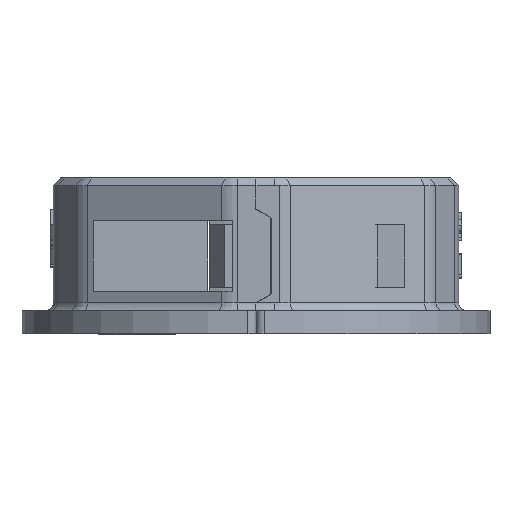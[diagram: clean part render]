
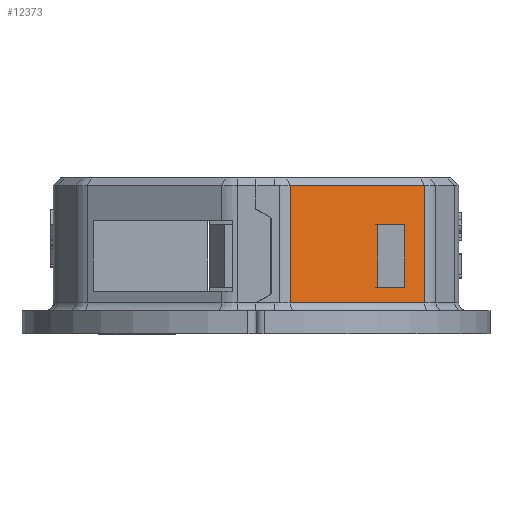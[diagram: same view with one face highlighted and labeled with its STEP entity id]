
A CAD part, front view. The second image highlights one B-rep face of the part: STEP entity #12373.
In plain terms, the highlighted planar face has unit normal (0.5, -0.866, 0).
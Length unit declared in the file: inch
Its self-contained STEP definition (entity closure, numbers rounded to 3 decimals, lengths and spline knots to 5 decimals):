
#342 = AXIS2_PLACEMENT_3D ( 'NONE', #4639, #3109, #9750 ) ;
#520 = EDGE_LOOP ( 'NONE', ( #5245, #4161, #12320, #15431 ) ) ;
#768 = VERTEX_POINT ( 'NONE', #10271 ) ;
#1268 = FACE_OUTER_BOUND ( 'NONE', #6087, .T. ) ;
#1809 = CARTESIAN_POINT ( 'NONE',  ( 0.08646, -0.54107, -0.11811 ) ) ;
#1865 = CARTESIAN_POINT ( 'NONE',  ( 0.37581, -0.37402, 0.07874 ) ) ;
#1884 = VERTEX_POINT ( 'NONE', #19163 ) ;
#1916 = DIRECTION ( 'NONE',  ( -0.866, -0.5, 0. ) ) ;
#2011 = ORIENTED_EDGE ( 'NONE', *, *, #13565, .T. ) ;
#2448 = LINE ( 'NONE', #10698, #20142 ) ;
#2873 = VECTOR ( 'NONE', #11757, 39.37008 ) ;
#3109 = DIRECTION ( 'NONE',  ( 0.5, -0.866, 0. ) ) ;
#3537 = CARTESIAN_POINT ( 'NONE',  ( 0.37581, -0.37402, -0.07874 ) ) ;
#3718 = CARTESIAN_POINT ( 'NONE',  ( 0.30762, -0.41339, -0.07874 ) ) ;
#3925 = DIRECTION ( 'NONE',  ( 0.866, 0.5, 0. ) ) ;
#3932 = VECTOR ( 'NONE', #1916, 39.37008 ) ;
#4161 = ORIENTED_EDGE ( 'NONE', *, *, #4362, .T. ) ;
#4362 = EDGE_CURVE ( 'NONE', #5005, #768, #16433, .T. ) ;
#4639 = CARTESIAN_POINT ( 'NONE',  ( 0.51181, -0.29549, 0. ) ) ;
#4887 = EDGE_CURVE ( 'NONE', #16664, #5841, #13322, .T. ) ;
#4966 = VECTOR ( 'NONE', #14596, 39.37008 ) ;
#5005 = VERTEX_POINT ( 'NONE', #10699 ) ;
#5191 = ORIENTED_EDGE ( 'NONE', *, *, #16912, .T. ) ;
#5245 = ORIENTED_EDGE ( 'NONE', *, *, #18035, .T. ) ;
#5841 = VERTEX_POINT ( 'NONE', #3718 ) ;
#6087 = EDGE_LOOP ( 'NONE', ( #16259, #2011, #11297, #5191 ) ) ;
#6638 = EDGE_CURVE ( 'NONE', #1884, #9247, #2448, .T. ) ;
#6927 = VECTOR ( 'NONE', #3925, 39.37008 ) ;
#8193 = EDGE_CURVE ( 'NONE', #10912, #20134, #18808, .T. ) ;
#8706 = LINE ( 'NONE', #1865, #14200 ) ;
#8823 = CARTESIAN_POINT ( 'NONE',  ( 0.51181, -0.29549, -0.11811 ) ) ;
#9247 = VERTEX_POINT ( 'NONE', #18941 ) ;
#9582 = LINE ( 'NONE', #14577, #11149 ) ;
#9750 = DIRECTION ( 'NONE',  ( 0.866, 0.5, 0. ) ) ;
#10271 = CARTESIAN_POINT ( 'NONE',  ( 0.37581, -0.37402, 0.07874 ) ) ;
#10468 = EDGE_CURVE ( 'NONE', #768, #16664, #8706, .T. ) ;
#10698 = CARTESIAN_POINT ( 'NONE',  ( 0.08646, -0.54107, 0.17717 ) ) ;
#10699 = CARTESIAN_POINT ( 'NONE',  ( 0.30762, -0.41339, 0.07874 ) ) ;
#10912 = VERTEX_POINT ( 'NONE', #1809 ) ;
#10919 = DIRECTION ( 'NONE',  ( 0.866, 0.5, 0. ) ) ;
#11149 = VECTOR ( 'NONE', #17235, 39.37008 ) ;
#11297 = ORIENTED_EDGE ( 'NONE', *, *, #6638, .F. ) ;
#11415 = LINE ( 'NONE', #12636, #19175 ) ;
#11757 = DIRECTION ( 'NONE',  ( 0.866, 0.5, 0. ) ) ;
#12320 = ORIENTED_EDGE ( 'NONE', *, *, #10468, .T. ) ;
#12373 = ADVANCED_FACE ( 'NONE', ( #16152, #1268 ), #19521, .T. ) ;
#12636 = CARTESIAN_POINT ( 'NONE',  ( 0.08646, -0.54107, 0. ) ) ;
#13301 = CARTESIAN_POINT ( 'NONE',  ( 0.30762, -0.41339, -0.07874 ) ) ;
#13322 = LINE ( 'NONE', #3537, #3932 ) ;
#13370 = DIRECTION ( 'NONE',  ( 0., 0., -1. ) ) ;
#13565 = EDGE_CURVE ( 'NONE', #20134, #9247, #9582, .T. ) ;
#13678 = CARTESIAN_POINT ( 'NONE',  ( 0.42535, -0.34541, -0.11811 ) ) ;
#14200 = VECTOR ( 'NONE', #13370, 39.37008 ) ;
#14577 = CARTESIAN_POINT ( 'NONE',  ( 0.42535, -0.34541, 0. ) ) ;
#14596 = DIRECTION ( 'NONE',  ( 0., 0., 1. ) ) ;
#14909 = CARTESIAN_POINT ( 'NONE',  ( 0.51181, -0.29549, 0.07874 ) ) ;
#15431 = ORIENTED_EDGE ( 'NONE', *, *, #4887, .T. ) ;
#16152 = FACE_BOUND ( 'NONE', #520, .T. ) ;
#16259 = ORIENTED_EDGE ( 'NONE', *, *, #8193, .T. ) ;
#16433 = LINE ( 'NONE', #14909, #2873 ) ;
#16546 = LINE ( 'NONE', #13301, #4966 ) ;
#16570 = CARTESIAN_POINT ( 'NONE',  ( 0.37581, -0.37402, -0.07874 ) ) ;
#16664 = VERTEX_POINT ( 'NONE', #16570 ) ;
#16912 = EDGE_CURVE ( 'NONE', #1884, #10912, #11415, .T. ) ;
#17235 = DIRECTION ( 'NONE',  ( 0., 0., 1. ) ) ;
#18035 = EDGE_CURVE ( 'NONE', #5841, #5005, #16546, .T. ) ;
#18808 = LINE ( 'NONE', #8823, #6927 ) ;
#18941 = CARTESIAN_POINT ( 'NONE',  ( 0.42535, -0.34541, 0.17717 ) ) ;
#19163 = CARTESIAN_POINT ( 'NONE',  ( 0.08646, -0.54107, 0.17717 ) ) ;
#19175 = VECTOR ( 'NONE', #19339, 39.37008 ) ;
#19339 = DIRECTION ( 'NONE',  ( 0., 0., -1. ) ) ;
#19521 = PLANE ( 'NONE',  #342 ) ;
#20134 = VERTEX_POINT ( 'NONE', #13678 ) ;
#20142 = VECTOR ( 'NONE', #10919, 39.37008 ) ;
